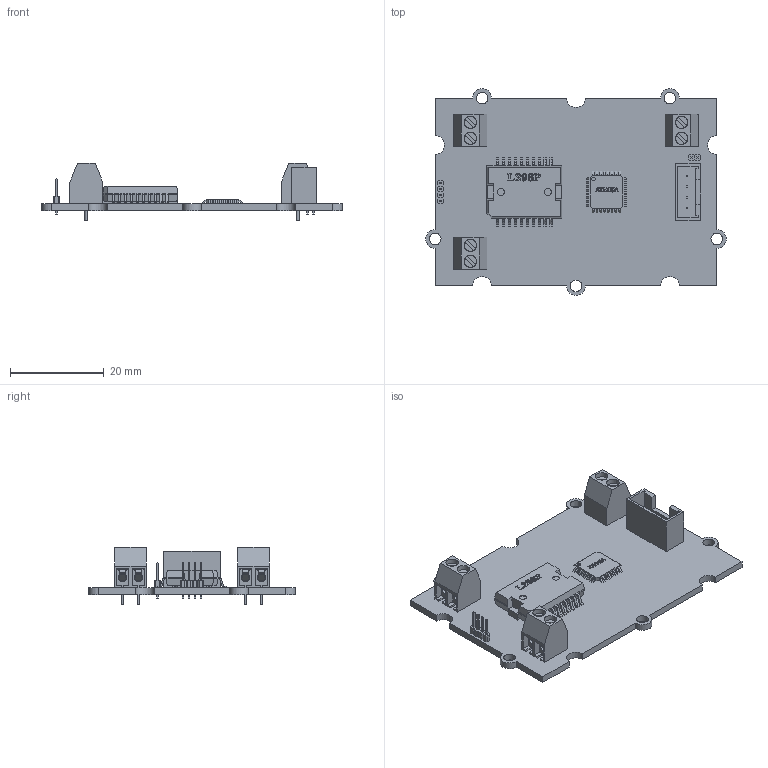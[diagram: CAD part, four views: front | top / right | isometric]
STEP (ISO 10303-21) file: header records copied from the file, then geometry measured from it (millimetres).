
FILE_DESCRIPTION (( 'STEP AP214' ), '1' );
FILE_NAME ('Commande de moteur I2C.STEP', '2024-01-16T12:47:49', ( '' ), ( '' ), 'SwSTEP 2.0', 'SolidWorks 2020', '' );
FILE_SCHEMA (( 'AUTOMOTIVE_DESIGN' ));
Length unit declared in the file: millimetre
Products named in the file (12): Atmega8A; Pin_cmi2c_Base; bornier double; Plaque de base; Bloc 2 pins male; Bloc pin male; Bloc 4 pins male; Grove Connecteur; Commande de moteur I2C; L298P; Pin_cmi2c
Assembly tree (23 placements, depth 4):
  Commande de moteur I2C
    Plaque de base
    bornier double  x3
    Grove Connecteur
    L298P
    Atmega8A
    Bloc 4 pins male
      Pin_cmi2c_Base  x4
      Pin_cmi2c  x4
    Bloc 2 pins male
      Bloc pin male
        Pin_cmi2c_Base
        Pin_cmi2c
      Bloc pin male
        Pin_cmi2c_Base
        Pin_cmi2c
Bounding box: 64 x 44 x 12.2 mm (x, y, z)
Volume: 5367.5 mm3; surface area: 9292.3 mm2
Topology: 44 solids, 44 shells, 1391 faces, 3621 edges, 2366 vertices
Faces by surface type: plane 1119, cylinder 138, bspline 134
Full cylindrical faces by diameter (mm): 0.6 x6, 0.77 x1, 1.5 x2, 1.8 x6, 2.5 x11, 2.7 x6
Entity records: 40328 total; most frequent: CARTESIAN_POINT 10650, ORIENTED_EDGE 5630, DIRECTION 4709, EDGE_CURVE 2815, LINE 2311, VECTOR 2311, VERTEX_POINT 1852, AXIS2_PLACEMENT_3D 1199
